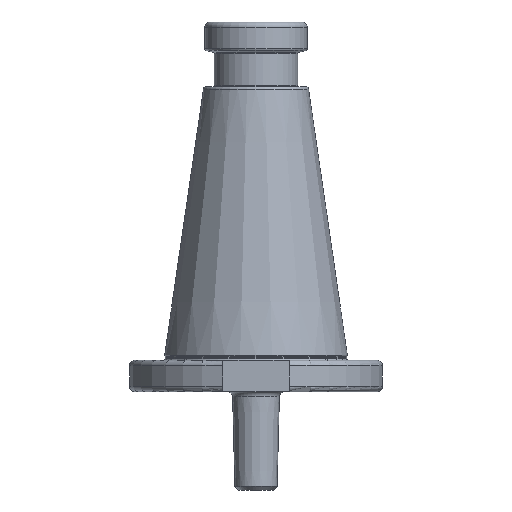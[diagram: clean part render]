
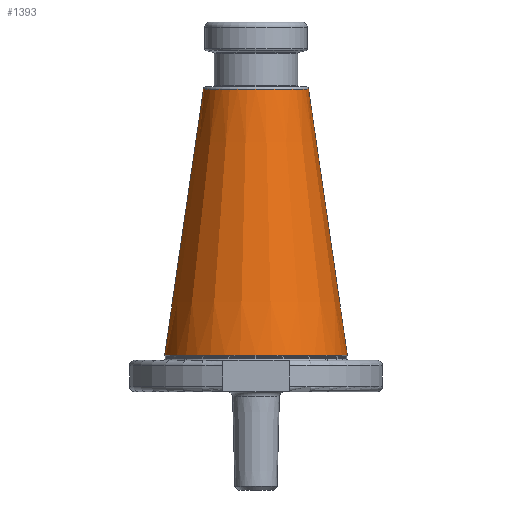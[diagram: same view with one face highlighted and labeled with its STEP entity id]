
A CAD part, left-side view. The second image highlights one B-rep face of the part: STEP entity #1393.
In plain terms, the highlighted conical face has half-angle 8.297 degrees and reference radius 27.65 mm.
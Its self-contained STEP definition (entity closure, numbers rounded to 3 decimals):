
#367=DIRECTION('',(0,-0.144,0.99));
#368=VECTOR('',#367,103.254);
#369=CARTESIAN_POINT('',(0,35.1,14));
#370=LINE('',#369,#368);
#371=DIRECTION('',(0,0.144,0.99));
#372=VECTOR('',#371,103.254);
#373=CARTESIAN_POINT('',(0,-35.1,14));
#374=LINE('',#373,#372);
#375=CARTESIAN_POINT('',(0,0,14));
#376=DIRECTION('',(0,0,1));
#377=DIRECTION('',(0,1,0));
#378=AXIS2_PLACEMENT_3D('',#375,#376,#377);
#400=CARTESIAN_POINT('',(0,0,116.173));
#401=DIRECTION('',(0,0,1));
#402=DIRECTION('',(0,1,0));
#403=AXIS2_PLACEMENT_3D('',#400,#401,#402);
#837=CARTESIAN_POINT('',(0,35.1,14));
#838=VERTEX_POINT('',#837);
#839=CARTESIAN_POINT('',(0,20.2,116.173));
#840=VERTEX_POINT('',#839);
#877=CARTESIAN_POINT('',(0,-35.1,14));
#878=VERTEX_POINT('',#877);
#879=CARTESIAN_POINT('',(0,-20.2,116.173));
#880=VERTEX_POINT('',#879);
#1379=CARTESIAN_POINT('',(0,0,65.087));
#1380=DIRECTION('',(0,0,-1));
#1381=DIRECTION('',(0,-1,0));
#1382=AXIS2_PLACEMENT_3D('',#1379,#1380,#1381);
#1383=CONICAL_SURFACE('',#1382,27.65,8.297);
#1385=ORIENTED_EDGE('',*,*,#1384,.T.);
#1387=ORIENTED_EDGE('',*,*,#1386,.T.);
#1389=ORIENTED_EDGE('',*,*,#1388,.F.);
#1390=ORIENTED_EDGE('',*,*,#1372,.F.);
#1391=EDGE_LOOP('',(#1385,#1387,#1389,#1390));
#1392=FACE_OUTER_BOUND('',#1391,.F.);
#1393=ADVANCED_FACE('',(#1392),#1383,.T.);
#379=CIRCLE('',#378,35.1);
#404=CIRCLE('',#403,20.2);
#1372=EDGE_CURVE('',#838,#878,#379,.T.);
#1384=EDGE_CURVE('',#838,#840,#370,.T.);
#1386=EDGE_CURVE('',#840,#880,#404,.T.);
#1388=EDGE_CURVE('',#878,#880,#374,.T.);
